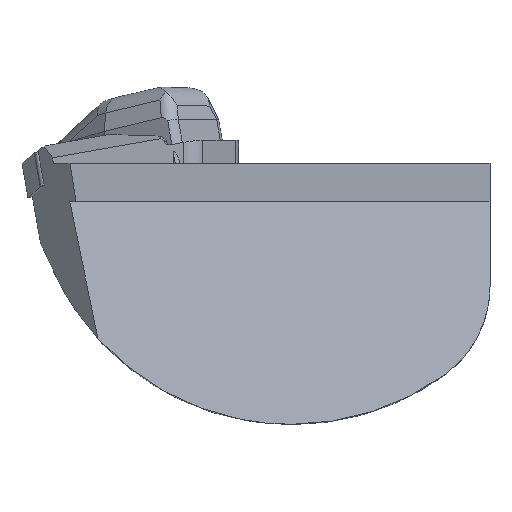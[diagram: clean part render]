
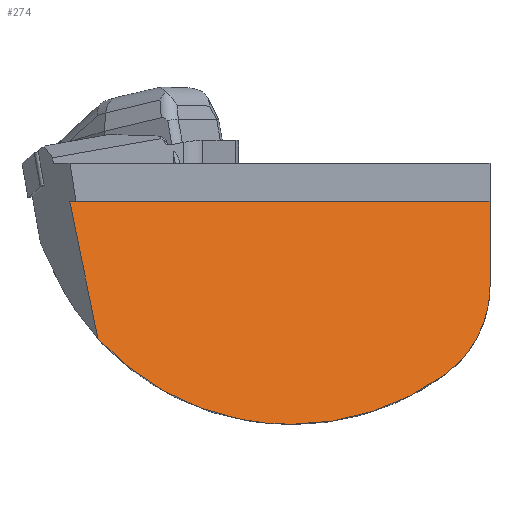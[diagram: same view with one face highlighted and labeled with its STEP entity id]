
A CAD part, top view. The second image highlights one B-rep face of the part: STEP entity #274.
In plain terms, the highlighted planar face has unit normal (0, 0.259, 0.966).
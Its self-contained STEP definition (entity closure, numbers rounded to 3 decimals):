
#137=ELLIPSE('',#1718,49.693,48.);
#138=ELLIPSE('',#1721,49.693,48.);
#139=ELLIPSE('',#1722,20.706,20.);
#274=ADVANCED_FACE('',(#402),#332,.F.);
#332=PLANE('',#1723);
#402=FACE_OUTER_BOUND('',#484,.T.);
#484=EDGE_LOOP('',(#858,#859,#860,#861,#862,#863,#864));
#858=ORIENTED_EDGE('',*,*,#1278,.F.);
#859=ORIENTED_EDGE('',*,*,#1257,.T.);
#860=ORIENTED_EDGE('',*,*,#1279,.T.);
#861=ORIENTED_EDGE('',*,*,#1277,.T.);
#862=ORIENTED_EDGE('',*,*,#1274,.T.);
#863=ORIENTED_EDGE('',*,*,#1280,.T.);
#864=ORIENTED_EDGE('',*,*,#1281,.T.);
#1059=VERTEX_POINT('',#2590);
#1060=VERTEX_POINT('',#2592);
#1070=VERTEX_POINT('',#2625);
#1071=VERTEX_POINT('',#2627);
#1072=VERTEX_POINT('',#2631);
#1073=VERTEX_POINT('',#2635);
#1074=VERTEX_POINT('',#2638);
#1257=EDGE_CURVE('',#1060,#1059,#1424,.T.);
#1274=EDGE_CURVE('',#1071,#1070,#137,.T.);
#1277=EDGE_CURVE('',#1072,#1071,#1438,.T.);
#1278=EDGE_CURVE('',#1060,#1073,#1439,.T.);
#1279=EDGE_CURVE('',#1059,#1072,#138,.T.);
#1280=EDGE_CURVE('',#1070,#1074,#139,.T.);
#1281=EDGE_CURVE('',#1074,#1073,#1440,.T.);
#1424=LINE('',#2591,#1582);
#1438=LINE('',#2632,#1596);
#1439=LINE('',#2634,#1597);
#1440=LINE('',#2639,#1598);
#1582=VECTOR('',#2062,1.);
#1596=VECTOR('',#2096,1.);
#1597=VECTOR('',#2099,1.);
#1598=VECTOR('',#2104,1.);
#1718=AXIS2_PLACEMENT_3D('',#2626,#2090,#2091);
#1721=AXIS2_PLACEMENT_3D('',#2636,#2100,#2101);
#1722=AXIS2_PLACEMENT_3D('',#2637,#2102,#2103);
#1723=AXIS2_PLACEMENT_3D('',#2640,#2105,#2106);
#2062=DIRECTION('',(0.194,-0.947,0.254));
#2090=DIRECTION('',(0.,0.259,0.966));
#2091=DIRECTION('',(0.,-0.966,0.259));
#2096=DIRECTION('',(1.,0.,0.));
#2099=DIRECTION('',(1.,0.,0.));
#2100=DIRECTION('',(0.,0.259,0.966));
#2101=DIRECTION('',(0.,-0.966,0.259));
#2102=DIRECTION('',(0.,0.259,0.966));
#2103=DIRECTION('',(0.,-0.966,0.259));
#2104=DIRECTION('',(0.,0.966,-0.259));
#2105=DIRECTION('',(0.,-0.259,-0.966));
#2106=DIRECTION('',(0.,-0.966,0.259));
#2590=CARTESIAN_POINT('',(-35.605,-32.193,6.75));
#2591=CARTESIAN_POINT('',(-34.918,-35.538,7.647));
#2592=CARTESIAN_POINT('',(-40.775,-7.,0.));
#2625=CARTESIAN_POINT('',(28.286,-38.78,8.516));
#2626=CARTESIAN_POINT('',(0.,0.,-1.876));
#2627=CARTESIAN_POINT('',(0.,-48.,10.986));
#2631=CARTESIAN_POINT('',(-0.001,-48.,10.986));
#2632=CARTESIAN_POINT('',(-100.,-48.,10.986));
#2634=CARTESIAN_POINT('',(-100.,-7.,0.));
#2635=CARTESIAN_POINT('',(36.5,-7.,0.));
#2636=CARTESIAN_POINT('',(-0.001,0.,-1.876));
#2637=CARTESIAN_POINT('',(16.5,-22.622,4.186));
#2638=CARTESIAN_POINT('',(36.5,-22.622,4.186));
#2639=CARTESIAN_POINT('',(36.5,-48.,10.986));
#2640=CARTESIAN_POINT('',(-100.,-48.,10.986));
